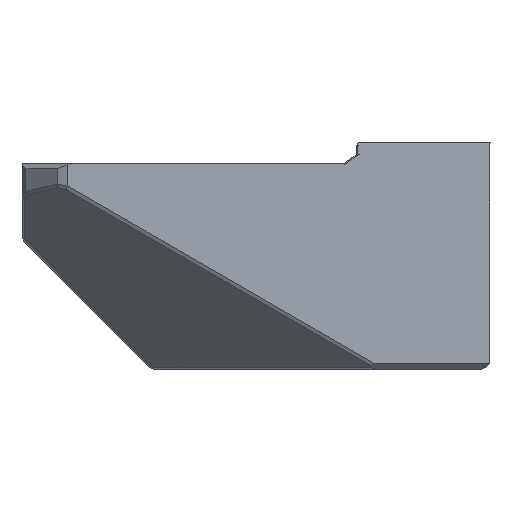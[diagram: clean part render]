
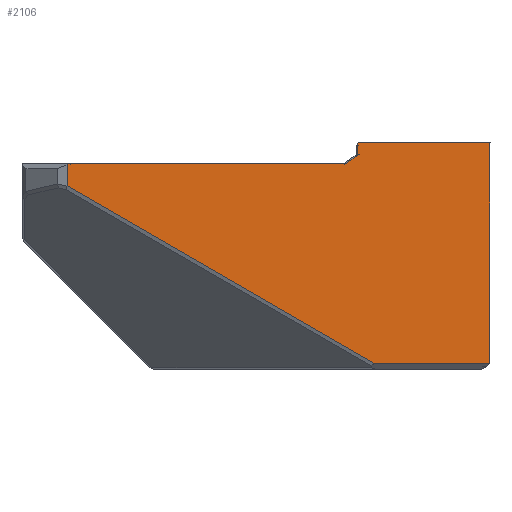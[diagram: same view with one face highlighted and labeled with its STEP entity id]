
A CAD part, left-side view. The second image highlights one B-rep face of the part: STEP entity #2106.
In plain terms, the highlighted planar face has unit normal (-1, 0, 0).
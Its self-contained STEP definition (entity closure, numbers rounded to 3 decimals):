
#152=FACE_OUTER_BOUND('',#269,.T.);
#269=EDGE_LOOP('',(#1730,#1731,#1732,#1733,#1734,#1735,#1736,#1737,#1738,
#1739));
#491=LINE('',#3357,#757);
#496=LINE('',#3368,#762);
#500=LINE('',#3374,#766);
#502=LINE('',#3379,#768);
#511=LINE('',#3399,#777);
#512=LINE('',#3401,#778);
#513=LINE('',#3402,#779);
#514=LINE('',#3404,#780);
#515=LINE('',#3406,#781);
#516=LINE('',#3407,#782);
#757=VECTOR('',#2679,10.);
#762=VECTOR('',#2688,10.);
#766=VECTOR('',#2694,10.);
#768=VECTOR('',#2698,10.);
#777=VECTOR('',#2713,10.);
#778=VECTOR('',#2716,10.);
#779=VECTOR('',#2717,10.);
#780=VECTOR('',#2718,10.);
#781=VECTOR('',#2719,10.);
#782=VECTOR('',#2720,10.);
#981=VERTEX_POINT('',#3354);
#982=VERTEX_POINT('',#3356);
#985=VERTEX_POINT('',#3366);
#986=VERTEX_POINT('',#3367);
#987=VERTEX_POINT('',#3372);
#989=VERTEX_POINT('',#3378);
#992=VERTEX_POINT('',#3388);
#997=VERTEX_POINT('',#3397);
#998=VERTEX_POINT('',#3403);
#999=VERTEX_POINT('',#3405);
#1245=EDGE_CURVE('',#981,#982,#491,.T.);
#1250=EDGE_CURVE('',#985,#986,#496,.T.);
#1254=EDGE_CURVE('',#986,#987,#500,.T.);
#1256=EDGE_CURVE('',#987,#989,#502,.F.);
#1266=EDGE_CURVE('',#997,#992,#511,.T.);
#1267=EDGE_CURVE('',#982,#985,#512,.T.);
#1268=EDGE_CURVE('',#992,#981,#513,.T.);
#1269=EDGE_CURVE('',#998,#997,#514,.T.);
#1270=EDGE_CURVE('',#999,#998,#515,.T.);
#1271=EDGE_CURVE('',#989,#999,#516,.T.);
#1730=ORIENTED_EDGE('',*,*,#1256,.F.);
#1731=ORIENTED_EDGE('',*,*,#1254,.F.);
#1732=ORIENTED_EDGE('',*,*,#1250,.F.);
#1733=ORIENTED_EDGE('',*,*,#1267,.F.);
#1734=ORIENTED_EDGE('',*,*,#1245,.F.);
#1735=ORIENTED_EDGE('',*,*,#1268,.F.);
#1736=ORIENTED_EDGE('',*,*,#1266,.F.);
#1737=ORIENTED_EDGE('',*,*,#1269,.F.);
#1738=ORIENTED_EDGE('',*,*,#1270,.F.);
#1739=ORIENTED_EDGE('',*,*,#1271,.F.);
#1997=PLANE('',#2256);
#2106=ADVANCED_FACE('',(#152),#1997,.T.);
#2256=AXIS2_PLACEMENT_3D('',#3400,#2714,#2715);
#2679=DIRECTION('',(0.,-0.577,-0.816));
#2688=DIRECTION('',(0.,-0.577,-0.816));
#2694=DIRECTION('',(0.,0.,-1.));
#2698=DIRECTION('',(0.,-1.,0.));
#2713=DIRECTION('',(0.,-0.577,-0.816));
#2714=DIRECTION('center_axis',(-1.,0.,0.));
#2715=DIRECTION('ref_axis',(0.,-1.,0.));
#2716=DIRECTION('',(0.,-1.,0.));
#2717=DIRECTION('',(0.,0.,-1.));
#2718=DIRECTION('',(0.,-1.,0.));
#2719=DIRECTION('',(0.,-0.5,0.866));
#2720=DIRECTION('',(0.,0.,1.));
#3354=CARTESIAN_POINT('',(-101.777,6.1,-27.13));
#3356=CARTESIAN_POINT('',(-101.777,4.748,-29.041));
#3357=CARTESIAN_POINT('',(-101.777,9.471,-22.363));
#3366=CARTESIAN_POINT('',(-101.777,2.617,-29.041));
#3367=CARTESIAN_POINT('',(-101.777,2.5,-29.207));
#3368=CARTESIAN_POINT('',(-101.777,3.647,-27.585));
#3372=CARTESIAN_POINT('',(-101.777,2.5,-52.588));
#3374=CARTESIAN_POINT('',(-101.777,2.5,-19.));
#3378=CARTESIAN_POINT('',(-101.777,41.7,-52.588));
#3379=CARTESIAN_POINT('',(-101.777,29.9,-52.588));
#3388=CARTESIAN_POINT('',(-101.777,6.1,22.09));
#3397=CARTESIAN_POINT('',(-101.777,6.393,22.504));
#3399=CARTESIAN_POINT('',(-101.777,4.161,19.348));
#3400=CARTESIAN_POINT('Origin',(-101.777,38.7,-35.5));
#3401=CARTESIAN_POINT('',(-101.777,20.6,-29.041));
#3402=CARTESIAN_POINT('',(-101.777,6.1,-35.5));
#3403=CARTESIAN_POINT('',(-101.777,10.143,22.504));
#3404=CARTESIAN_POINT('',(-101.777,34.75,22.504));
#3405=CARTESIAN_POINT('',(-101.777,41.7,-32.154));
#3406=CARTESIAN_POINT('',(-101.777,31.532,-14.544));
#3407=CARTESIAN_POINT('',(-101.777,41.7,-14.301));
